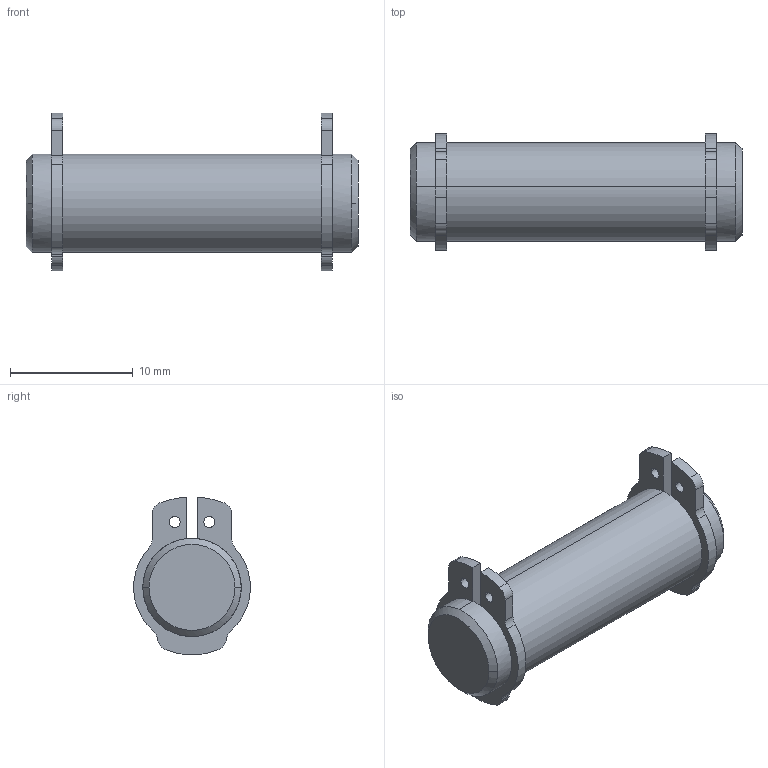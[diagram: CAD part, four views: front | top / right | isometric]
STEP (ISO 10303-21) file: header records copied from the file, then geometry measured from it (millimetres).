
FILE_DESCRIPTION(('STEP AP214'),'1');
FILE_NAME(' ',' ',('TraceParts'),('TraceParts S.A.'),'XStep 1.0',' ',' ');
FILE_SCHEMA(('automotive_design'));
Length unit declared in the file: millimetre
Products named in the file (1): 1
Bounding box: 27 x 9.49 x 12.82 mm (x, y, z)
Volume: 1419 mm3; surface area: 968.5 mm2
Topology: 1 solids, 1 shells, 68 faces, 186 edges, 120 vertices
Faces by surface type: cylinder 42, plane 22, cone 4
Entity records: 4304 total; most frequent: DIRECTION 420, STYLED_ITEM 375, PRESENTATION_STYLE_ASSIGNMENT 375, CARTESIAN_POINT 375, COLOUR_RGB 375, ORIENTED_EDGE 372, EDGE_CURVE 186, CURVE_STYLE 186
